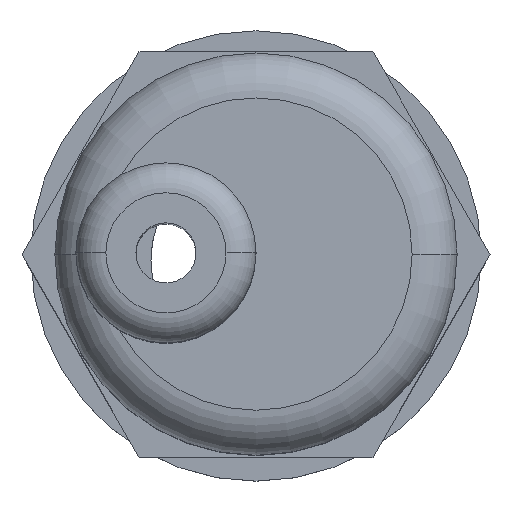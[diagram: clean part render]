
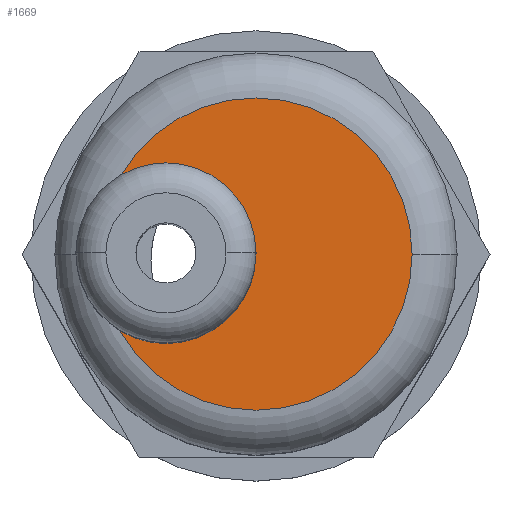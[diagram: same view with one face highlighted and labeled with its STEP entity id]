
A CAD part, top view. The second image highlights one B-rep face of the part: STEP entity #1669.
In plain terms, the highlighted planar face has unit normal (0, 0, 1).
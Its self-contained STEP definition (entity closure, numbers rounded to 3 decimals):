
#235 = VERTEX_POINT ( 'NONE', #897 ) ;
#237 = EDGE_CURVE ( 'NONE', #235, #238, #959, .T. ) ;
#238 = VERTEX_POINT ( 'NONE', #954 ) ;
#265 = VERTEX_POINT ( 'NONE', #966 ) ;
#282 = VERTEX_POINT ( 'NONE', #997 ) ;
#289 = EDGE_CURVE ( 'NONE', #265, #282, #1053, .T. ) ;
#897 = CARTESIAN_POINT ( 'NONE',  ( -3., 0., 243. ) ) ;
#954 = CARTESIAN_POINT ( 'NONE',  ( -9., 0., 243. ) ) ;
#955 = DIRECTION ( 'NONE',  ( 1., 0., 0. ) ) ;
#956 = DIRECTION ( 'NONE',  ( 0., 0., 1. ) ) ;
#957 = CARTESIAN_POINT ( 'NONE',  ( -6., 0., 243. ) ) ;
#958 = AXIS2_PLACEMENT_3D ( 'NONE', #957, #956, #955 ) ;
#959 = CIRCLE ( 'NONE', #958, 3. ) ;
#966 = CARTESIAN_POINT ( 'NONE',  ( 10.4, 0., 243. ) ) ;
#997 = CARTESIAN_POINT ( 'NONE',  ( -10.4, 0., 243. ) ) ;
#1049 = DIRECTION ( 'NONE',  ( 1., 0., 0. ) ) ;
#1050 = DIRECTION ( 'NONE',  ( 0., 0., 1. ) ) ;
#1051 = CARTESIAN_POINT ( 'NONE',  ( 0., 0., 243. ) ) ;
#1052 = AXIS2_PLACEMENT_3D ( 'NONE', #1051, #1050, #1049 ) ;
#1053 = CIRCLE ( 'NONE', #1052, 10.4 ) ;
#1511 = DIRECTION ( 'NONE',  ( 1., 0., 0. ) ) ;
#1512 = DIRECTION ( 'NONE',  ( 0., 0., 1. ) ) ;
#1513 = CARTESIAN_POINT ( 'NONE',  ( 0., 0., 243. ) ) ;
#1514 = AXIS2_PLACEMENT_3D ( 'NONE', #1513, #1512, #1511 ) ;
#1515 = CIRCLE ( 'NONE', #1514, 10.4 ) ;
#1516 = DIRECTION ( 'NONE',  ( 1., 0., 0. ) ) ;
#1517 = DIRECTION ( 'NONE',  ( 0., 0., 1. ) ) ;
#1518 = CARTESIAN_POINT ( 'NONE',  ( -6., 0., 243. ) ) ;
#1519 = AXIS2_PLACEMENT_3D ( 'NONE', #1518, #1517, #1516 ) ;
#1520 = CIRCLE ( 'NONE', #1519, 3. ) ;
#1555 = DIRECTION ( 'NONE',  ( 1., 0., 0. ) ) ;
#1556 = DIRECTION ( 'NONE',  ( 0., 0., 1. ) ) ;
#1557 = CARTESIAN_POINT ( 'NONE',  ( 0., 0., 243. ) ) ;
#1558 = AXIS2_PLACEMENT_3D ( 'NONE', #1557, #1556, #1555 ) ;
#1559 = PLANE ( 'NONE',  #1558 ) ;
#1560 = FACE_BOUND ( 'NONE', #1652, .T. ) ;
#1561 = FACE_OUTER_BOUND ( 'NONE', #1664, .T. ) ;
#1652 = EDGE_LOOP ( 'NONE', ( #1660, #1665 ) ) ;
#1660 = ORIENTED_EDGE ( 'NONE', *, *, #1661, .F. ) ;
#1661 = EDGE_CURVE ( 'NONE', #238, #235, #1520, .T. ) ;
#1662 = ORIENTED_EDGE ( 'NONE', *, *, #1663, .T. ) ;
#1663 = EDGE_CURVE ( 'NONE', #282, #265, #1515, .T. ) ;
#1664 = EDGE_LOOP ( 'NONE', ( #1667, #1662 ) ) ;
#1665 = ORIENTED_EDGE ( 'NONE', *, *, #237, .F. ) ;
#1667 = ORIENTED_EDGE ( 'NONE', *, *, #289, .T. ) ;
#1669 = ADVANCED_FACE ( 'NONE', ( #1561, #1560 ), #1559, .T. ) ;
